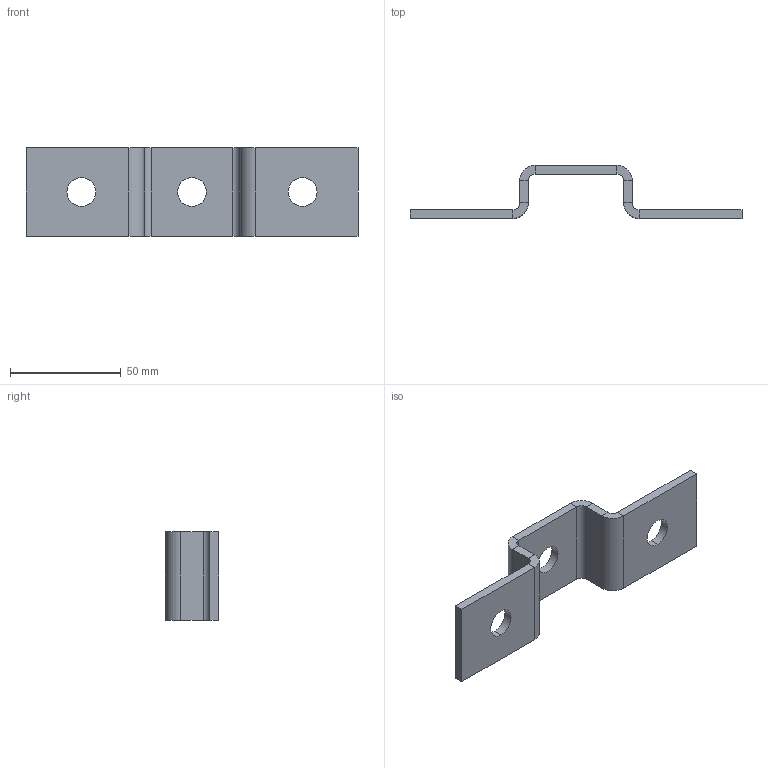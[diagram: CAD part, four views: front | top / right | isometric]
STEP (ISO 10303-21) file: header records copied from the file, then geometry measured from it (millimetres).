
FILE_DESCRIPTION (( 'STEP AP214' ), '1' );
FILE_NAME ('1124751.STEP', '2026-03-11T09:20:04', ( '' ), ( '' ), 'SwSTEP 2.0', 'SolidWorks 2024', '' );
FILE_SCHEMA (( 'AUTOMOTIVE_DESIGN' ));
Length unit declared in the file: millimetre
Products named in the file (1): 1124751
Bounding box: 150 x 24 x 40 mm (x, y, z)
Volume: 27433.8 mm3; surface area: 15978.3 mm2
Topology: 1 solids, 1 shells, 44 faces, 94 edges, 52 vertices
Faces by surface type: plane 30, cylinder 14
Entity records: 1185 total; most frequent: DIRECTION 212, CARTESIAN_POINT 191, ORIENTED_EDGE 188, EDGE_CURVE 94, AXIS2_PLACEMENT_3D 73, LINE 66, VECTOR 66, VERTEX_POINT 52
